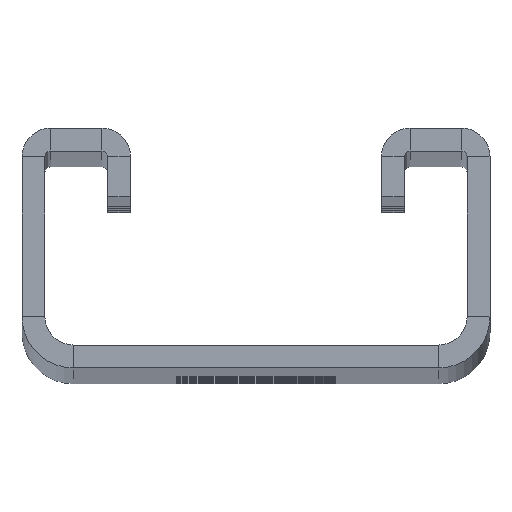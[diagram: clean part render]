
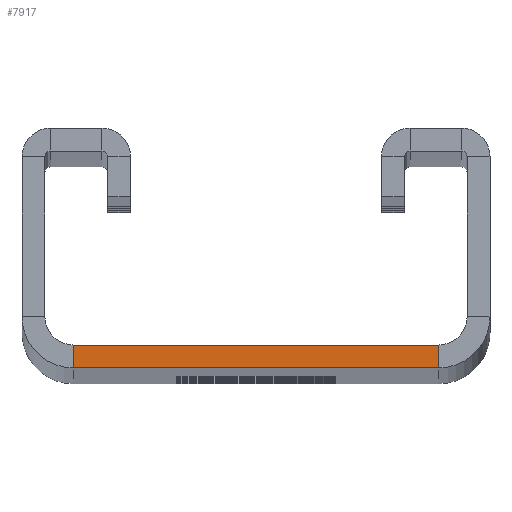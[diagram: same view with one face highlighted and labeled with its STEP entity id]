
A CAD part, top view. The second image highlights one B-rep face of the part: STEP entity #7917.
In plain terms, the highlighted planar face has unit normal (0, 0, 1).
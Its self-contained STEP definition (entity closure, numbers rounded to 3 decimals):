
#212 = AXIS2_PLACEMENT_3D ( 'NONE', #4624, #3026, #1747 ) ;
#431 = LINE ( 'NONE', #5293, #4266 ) ;
#538 = CARTESIAN_POINT ( 'NONE',  ( 16., 0., 800. ) ) ;
#588 = DIRECTION ( 'NONE',  ( 1., 0., 0. ) ) ;
#631 = EDGE_CURVE ( 'NONE', #3736, #5869, #2617, .T. ) ;
#1015 = FACE_OUTER_BOUND ( 'NONE', #8232, .T. ) ;
#1202 = CARTESIAN_POINT ( 'NONE',  ( 16., 0., 800. ) ) ;
#1747 = DIRECTION ( 'NONE',  ( 1., 0., 0. ) ) ;
#1781 = VERTEX_POINT ( 'NONE', #2578 ) ;
#2398 = DIRECTION ( 'NONE',  ( 1., 0., 0. ) ) ;
#2578 = CARTESIAN_POINT ( 'NONE',  ( -16., 2., 800. ) ) ;
#2617 = LINE ( 'NONE', #2711, #3653 ) ;
#2711 = CARTESIAN_POINT ( 'NONE',  ( 16., 0., 800. ) ) ;
#2846 = EDGE_CURVE ( 'NONE', #1781, #7682, #7864, .T. ) ;
#3026 = DIRECTION ( 'NONE',  ( 0., 0., 1. ) ) ;
#3593 = ORIENTED_EDGE ( 'NONE', *, *, #2846, .T. ) ;
#3653 = VECTOR ( 'NONE', #6882, 1000. ) ;
#3736 = VERTEX_POINT ( 'NONE', #1202 ) ;
#3973 = ORIENTED_EDGE ( 'NONE', *, *, #8841, .T. ) ;
#4266 = VECTOR ( 'NONE', #2398, 1000. ) ;
#4624 = CARTESIAN_POINT ( 'NONE',  ( 18.5, 4.5, 800. ) ) ;
#4947 = VECTOR ( 'NONE', #588, 1000. ) ;
#5293 = CARTESIAN_POINT ( 'NONE',  ( 16., 2., 800. ) ) ;
#5456 = VECTOR ( 'NONE', #6485, 1000. ) ;
#5680 = ORIENTED_EDGE ( 'NONE', *, *, #631, .T. ) ;
#5869 = VERTEX_POINT ( 'NONE', #8681 ) ;
#5941 = CARTESIAN_POINT ( 'NONE',  ( -16., 2., 800. ) ) ;
#6485 = DIRECTION ( 'NONE',  ( 0., -1., 0. ) ) ;
#6864 = LINE ( 'NONE', #538, #4947 ) ;
#6882 = DIRECTION ( 'NONE',  ( 0., 1., 0. ) ) ;
#7167 = EDGE_CURVE ( 'NONE', #1781, #5869, #431, .T. ) ;
#7682 = VERTEX_POINT ( 'NONE', #8941 ) ;
#7864 = LINE ( 'NONE', #5941, #5456 ) ;
#7866 = ORIENTED_EDGE ( 'NONE', *, *, #7167, .F. ) ;
#7917 = ADVANCED_FACE ( 'NONE', ( #1015 ), #8615, .T. ) ;
#8232 = EDGE_LOOP ( 'NONE', ( #3973, #5680, #7866, #3593 ) ) ;
#8615 = PLANE ( 'NONE',  #212 ) ;
#8681 = CARTESIAN_POINT ( 'NONE',  ( 16., 2., 800. ) ) ;
#8841 = EDGE_CURVE ( 'NONE', #7682, #3736, #6864, .T. ) ;
#8941 = CARTESIAN_POINT ( 'NONE',  ( -16., 0., 800. ) ) ;
